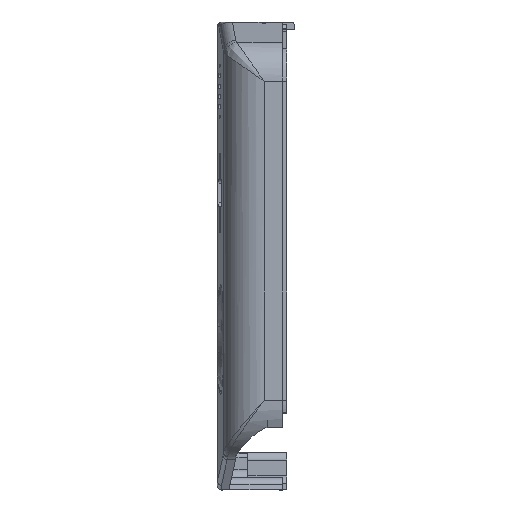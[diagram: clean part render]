
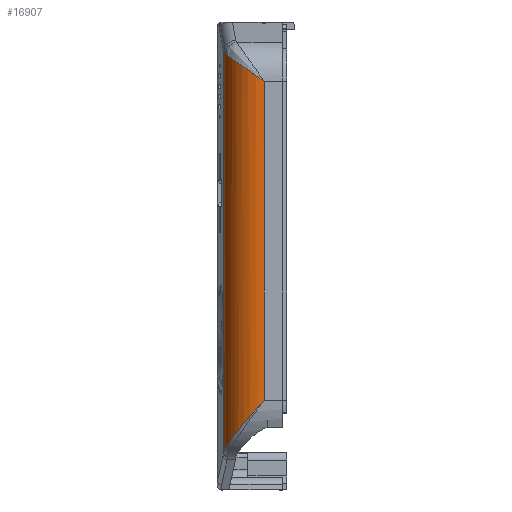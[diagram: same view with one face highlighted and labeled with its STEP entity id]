
A CAD part, left-side view. The second image highlights one B-rep face of the part: STEP entity #16907.
In plain terms, the highlighted cylindrical face has radius 10 mm (diameter 20 mm), a partial arc.
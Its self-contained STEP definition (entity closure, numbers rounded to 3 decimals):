
#845 = ORIENTED_EDGE ( 'NONE', *, *, #9050, .F. ) ;
#1468 = CARTESIAN_POINT ( 'NONE',  ( 9.501, 17.475, -73.887 ) ) ;
#1487 = EDGE_CURVE ( 'NONE', #16945, #15293, #12006, .T. ) ;
#1808 = DIRECTION ( 'NONE',  ( 0., 0., 1. ) ) ;
#1980 = CARTESIAN_POINT ( 'NONE',  ( 0.059, 8.608, -94.225 ) ) ;
#2045 = CARTESIAN_POINT ( 'NONE',  ( 7.304, 17.117, -7.844 ) ) ;
#2602 = CARTESIAN_POINT ( 'NONE',  ( 5.891, 16.611, -103.944 ) ) ;
#3011 =( BOUNDED_CURVE ( )  B_SPLINE_CURVE ( 3, ( #3097, #17644, #12569, #5870 ),
 .UNSPECIFIED., .F., .T. ) 
 B_SPLINE_CURVE_WITH_KNOTS ( ( 4, 4 ),
 ( 4.439, 4.662 ),
 .UNSPECIFIED. ) 
 CURVE ( )  GEOMETRIC_REPRESENTATION_ITEM ( )  RATIONAL_B_SPLINE_CURVE ( ( 1., 0.996, 0.996, 1. ) ) 
 REPRESENTATION_ITEM ( '' )  );
#3097 = CARTESIAN_POINT ( 'NONE',  ( 7.304, 17.117, -7.844 ) ) ;
#3563 = VECTOR ( 'NONE', #7264, 1000. ) ;
#4005 = AXIS2_PLACEMENT_3D ( 'NONE', #6736, #18062, #16184 ) ;
#4304 = CARTESIAN_POINT ( 'NONE',  ( 2.691, 14.32, -100.846 ) ) ;
#4452 = CARTESIAN_POINT ( 'NONE',  ( 1.567, 12.894, -99.126 ) ) ;
#5870 = CARTESIAN_POINT ( 'NONE',  ( 9.501, 17.475, -7.413 ) ) ;
#6645 = CARTESIAN_POINT ( 'NONE',  ( 1.007, 11.871, -97.934 ) ) ;
#6724 = ORIENTED_EDGE ( 'NONE', *, *, #14403, .T. ) ;
#6736 = CARTESIAN_POINT ( 'NONE',  ( 10., 7.488, -115.001 ) ) ;
#6856 = EDGE_CURVE ( 'NONE', #16945, #7722, #29938, .T. ) ;
#7103 = CARTESIAN_POINT ( 'NONE',  ( 0., 7.626, -93.123 ) ) ;
#7264 = DIRECTION ( 'NONE',  ( 0., 0., -1. ) ) ;
#7359 = CARTESIAN_POINT ( 'NONE',  ( 9.07, 17.444, -79.388 ) ) ;
#7722 = VERTEX_POINT ( 'NONE', #8957 ) ;
#7839 = EDGE_LOOP ( 'NONE', ( #19741, #10101, #15059, #845, #6724, #15392, #22024 ) ) ;
#7865 = CARTESIAN_POINT ( 'NONE',  ( 9.501, 17.475, -115.001 ) ) ;
#8163 = DIRECTION ( 'NONE',  ( 0., 0., 1. ) ) ;
#8612 = CARTESIAN_POINT ( 'NONE',  ( 0., 7.488, -14.585 ) ) ;
#8943 = CARTESIAN_POINT ( 'NONE',  ( 2.484, 14.09, -100.564 ) ) ;
#8957 = CARTESIAN_POINT ( 'NONE',  ( 9.501, 17.475, -7.413 ) ) ;
#9050 = EDGE_CURVE ( 'NONE', #16937, #15293, #20003, .T. ) ;
#9095 = CARTESIAN_POINT ( 'NONE',  ( 0.003, 7.768, -93.282 ) ) ;
#9164 = CARTESIAN_POINT ( 'NONE',  ( 0., 12.148, -11.323 ) ) ;
#9246 = CARTESIAN_POINT ( 'NONE',  ( 0.661, 11.075, -97.019 ) ) ;
#9694 = CARTESIAN_POINT ( 'NONE',  ( 9.216, 17.461, -80.757 ) ) ;
#10101 = ORIENTED_EDGE ( 'NONE', *, *, #6856, .F. ) ;
#11549 = CYLINDRICAL_SURFACE ( 'NONE', #4005, 10. ) ;
#11615 = LINE ( 'NONE', #23761, #3563 ) ;
#11699 = CARTESIAN_POINT ( 'NONE',  ( 9.106, 17.448, -76.621 ) ) ;
#12006 = B_SPLINE_CURVE_WITH_KNOTS ( 'NONE', 3,
 ( #21342, #12336, #28350, #11699, #21187, #7359, #9694, #28816 ),
 .UNSPECIFIED., .F., .F.,
 ( 4, 2, 2, 4 ),
 ( 0., 0.002, 0.004, 0.008 ),
 .UNSPECIFIED. ) ;
#12068 = CARTESIAN_POINT ( 'NONE',  ( 4.12, 15.602, -102.484 ) ) ;
#12336 = CARTESIAN_POINT ( 'NONE',  ( 9.358, 17.468, -74.565 ) ) ;
#12569 = CARTESIAN_POINT ( 'NONE',  ( 8.757, 17.438, -7.559 ) ) ;
#13771 = CARTESIAN_POINT ( 'NONE',  ( 0.376, 10.264, -96.094 ) ) ;
#13921 = CARTESIAN_POINT ( 'NONE',  ( 9.501, 17.475, -115.001 ) ) ;
#13931 = CARTESIAN_POINT ( 'NONE',  ( 0.094, 8.886, -94.538 ) ) ;
#14085 = CARTESIAN_POINT ( 'NONE',  ( 5.574, 16.461, -103.711 ) ) ;
#14403 = EDGE_CURVE ( 'NONE', #16937, #21653, #19009, .T. ) ;
#15059 = ORIENTED_EDGE ( 'NONE', *, *, #1487, .T. ) ;
#15293 = VERTEX_POINT ( 'NONE', #24592 ) ;
#15392 = ORIENTED_EDGE ( 'NONE', *, *, #28366, .F. ) ;
#16184 = DIRECTION ( 'NONE',  ( 1., 0., 0. ) ) ;
#16558 = CARTESIAN_POINT ( 'NONE',  ( 0., 7.488, -92.967 ) ) ;
#16907 = ADVANCED_FACE ( 'NONE', ( #20723 ), #11549, .T. ) ;
#16937 = VERTEX_POINT ( 'NONE', #27884 ) ;
#16945 = VERTEX_POINT ( 'NONE', #1468 ) ;
#17515 = VERTEX_POINT ( 'NONE', #8612 ) ;
#17644 = CARTESIAN_POINT ( 'NONE',  ( 8.021, 17.318, -7.703 ) ) ;
#18062 = DIRECTION ( 'NONE',  ( 0., 0., 1. ) ) ;
#18426 = CARTESIAN_POINT ( 'NONE',  ( 7.96, 17.305, -105.208 ) ) ;
#18667 = VECTOR ( 'NONE', #1808, 1000. ) ;
#18730 = CARTESIAN_POINT ( 'NONE',  ( 3.373, 14.983, -101.68 ) ) ;
#18968 = CARTESIAN_POINT ( 'NONE',  ( 0., 7.488, -14.585 ) ) ;
#19009 = B_SPLINE_CURVE_WITH_KNOTS ( 'NONE', 3,
 ( #23904, #23581, #18426, #28398, #25621, #2602, #14085, #25771, #12068, #18730, #21539, #4304, #8943, #27942, #4452, #21235, #6645, #21085, #9246, #13771, #30718, #13931, #1980, #30405, #20923, #9095, #7103, #16558 ),
 .UNSPECIFIED., .F., .F.,
 ( 4, 2, 2, 2, 2, 2, 2, 2, 2, 2, 2, 2, 2, 4 ),
 ( 0., 0.003, 0.004, 0.005, 0.008, 0.009, 0.01, 0.013, 0.014, 0.015, 0.018, 0.019, 0.019, 0.02 ),
 .UNSPECIFIED. ) ;
#19741 = ORIENTED_EDGE ( 'NONE', *, *, #27158, .T. ) ;
#20003 = LINE ( 'NONE', #7865, #21746 ) ;
#20723 = FACE_OUTER_BOUND ( 'NONE', #7839, .T. ) ;
#20923 = CARTESIAN_POINT ( 'NONE',  ( 0.015, 8.048, -93.597 ) ) ;
#21085 = CARTESIAN_POINT ( 'NONE',  ( 0.769, 11.344, -97.326 ) ) ;
#21187 = CARTESIAN_POINT ( 'NONE',  ( 9.07, 17.444, -77.314 ) ) ;
#21235 = CARTESIAN_POINT ( 'NONE',  ( 1.138, 12.13, -98.234 ) ) ;
#21342 = CARTESIAN_POINT ( 'NONE',  ( 9.501, 17.475, -73.887 ) ) ;
#21434 = VERTEX_POINT ( 'NONE', #22914 ) ;
#21539 = CARTESIAN_POINT ( 'NONE',  ( 3.135, 14.766, -101.403 ) ) ;
#21653 = VERTEX_POINT ( 'NONE', #27851 ) ;
#21746 = VECTOR ( 'NONE', #8163, 1000. ) ;
#21865 =( BOUNDED_CURVE ( )  B_SPLINE_CURVE ( 3, ( #18968, #9164, #23333, #2045 ),
 .UNSPECIFIED., .F., .T. ) 
 B_SPLINE_CURVE_WITH_KNOTS ( ( 4, 4 ),
 ( 4.712, 6.01 ),
 .UNSPECIFIED. ) 
 CURVE ( )  GEOMETRIC_REPRESENTATION_ITEM ( )  RATIONAL_B_SPLINE_CURVE ( ( 1., 0.865, 0.865, 1. ) ) 
 REPRESENTATION_ITEM ( '' )  );
#22024 = ORIENTED_EDGE ( 'NONE', *, *, #25392, .T. ) ;
#22914 = CARTESIAN_POINT ( 'NONE',  ( 7.304, 17.117, -7.844 ) ) ;
#23333 = CARTESIAN_POINT ( 'NONE',  ( 2.816, 15.861, -8.723 ) ) ;
#23581 = CARTESIAN_POINT ( 'NONE',  ( 8.707, 17.435, -105.561 ) ) ;
#23761 = CARTESIAN_POINT ( 'NONE',  ( 0., 7.488, 0. ) ) ;
#23904 = CARTESIAN_POINT ( 'NONE',  ( 9.501, 17.475, -105.863 ) ) ;
#24592 = CARTESIAN_POINT ( 'NONE',  ( 9.501, 17.475, -82.113 ) ) ;
#25392 = EDGE_CURVE ( 'NONE', #17515, #21434, #21865, .T. ) ;
#25621 = CARTESIAN_POINT ( 'NONE',  ( 6.556, 16.883, -104.393 ) ) ;
#25771 = CARTESIAN_POINT ( 'NONE',  ( 4.668, 15.975, -102.992 ) ) ;
#27158 = EDGE_CURVE ( 'NONE', #21434, #7722, #3011, .T. ) ;
#27851 = CARTESIAN_POINT ( 'NONE',  ( 0., 7.488, -92.967 ) ) ;
#27884 = CARTESIAN_POINT ( 'NONE',  ( 9.501, 17.475, -105.863 ) ) ;
#27942 = CARTESIAN_POINT ( 'NONE',  ( 1.902, 13.386, -99.708 ) ) ;
#28350 = CARTESIAN_POINT ( 'NONE',  ( 9.25, 17.46, -75.248 ) ) ;
#28366 = EDGE_CURVE ( 'NONE', #17515, #21653, #11615, .T. ) ;
#28398 = CARTESIAN_POINT ( 'NONE',  ( 6.9, 17.002, -104.606 ) ) ;
#28816 = CARTESIAN_POINT ( 'NONE',  ( 9.501, 17.475, -82.113 ) ) ;
#29938 = LINE ( 'NONE', #13921, #18667 ) ;
#30405 = CARTESIAN_POINT ( 'NONE',  ( 0.024, 8.188, -93.754 ) ) ;
#30718 = CARTESIAN_POINT ( 'NONE',  ( 0.235, 9.717, -95.474 ) ) ;
